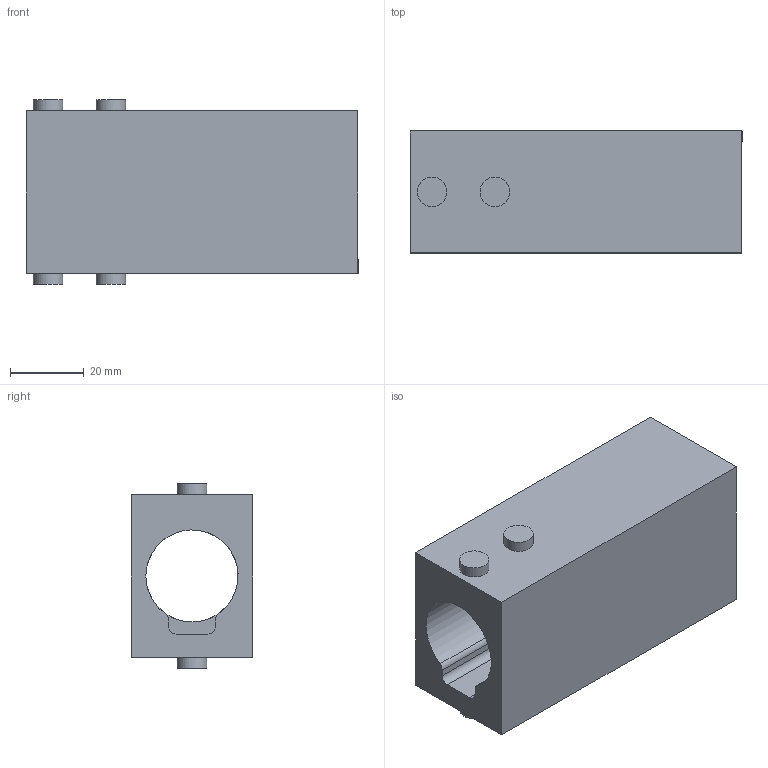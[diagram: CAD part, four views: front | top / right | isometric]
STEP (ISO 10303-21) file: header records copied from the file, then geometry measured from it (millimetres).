
FILE_DESCRIPTION(/* description */ (''),/* implementation_level */ '2;1');
FILE_NAME(/* name */ 'carrier.stp',/* time_stamp */ '2019-06-21T13:49:08+03:00',/* author */ (''),/* organization */ (''),/* preprocessor_version */ 'ST-DEVELOPER v16.7',/* originating_system */ 'SIEMENS PLM Software NX 12.0',/* authorisation */ '');
FILE_SCHEMA (('AUTOMOTIVE_DESIGN { 1 0 10303 214 3 1 1 1 }'));
Length unit declared in the file: millimetre
Products named in the file (1): Lupa04E8591Ag30e
Bounding box: 90 x 33 x 50 mm (x, y, z)
Volume: 85286.5 mm3; surface area: 23640.5 mm2
Topology: 1 solids, 1 shells, 27 faces, 65 edges, 44 vertices
Faces by surface type: plane 14, cylinder 11, cone 2
Full cylindrical faces by diameter (mm): 2.4 x2, 8 x4, 25 x1
Entity records: 734 total; most frequent: DIRECTION 128, CARTESIAN_POINT 116, ORIENTED_EDGE 98, AXIS2_PLACEMENT_3D 51, EDGE_CURVE 49, EDGE_LOOP 42, VERTEX_POINT 39, FACE_BOUND 30
